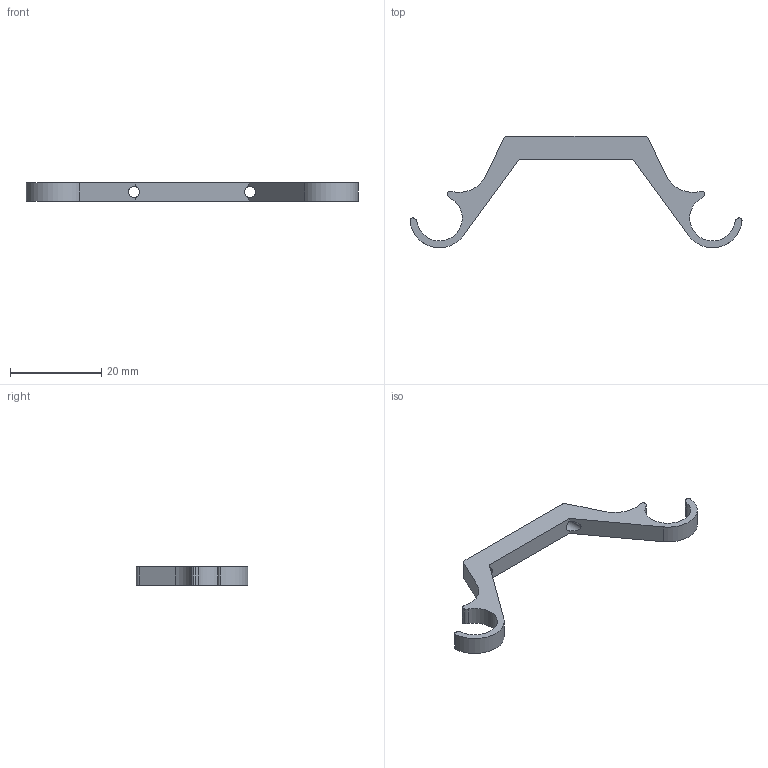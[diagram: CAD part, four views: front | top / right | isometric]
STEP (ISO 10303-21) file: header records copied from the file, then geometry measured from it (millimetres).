
FILE_DESCRIPTION (( 'STEP AP203' ), '1' );
FILE_NAME ('Vibration Plate Connecter_Default_sldprt.STEP', '2021-02-13T10:56:54', ( '' ), ( '' ), 'SwSTEP 2.0', 'SolidWorks 2019', '' );
FILE_SCHEMA (( 'CONFIG_CONTROL_DESIGN' ));
Length unit declared in the file: millimetre
Products named in the file (1): Vibration Plate Connecter_Default_sldprt
Bounding box: 72.95 x 24.48 x 4 mm (x, y, z)
Volume: 1439.1 mm3; surface area: 1679.7 mm2
Topology: 1 solids, 1 shells, 31 faces, 93 edges, 62 vertices
Faces by surface type: cylinder 23, plane 8
Entity records: 1158 total; most frequent: DIRECTION 199, CARTESIAN_POINT 199, ORIENTED_EDGE 186, EDGE_CURVE 93, AXIS2_PLACEMENT_3D 78, VERTEX_POINT 62, CIRCLE 46, LINE 43
